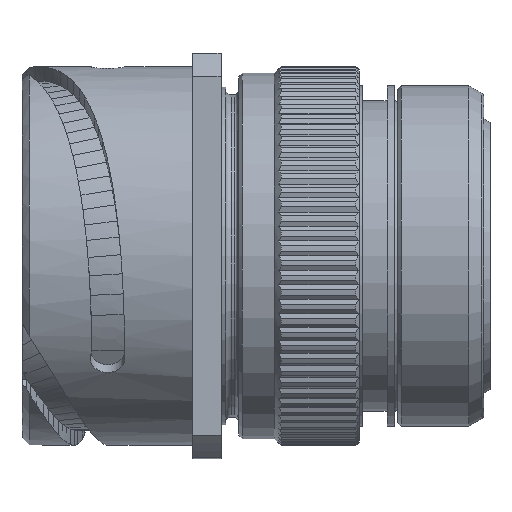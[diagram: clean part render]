
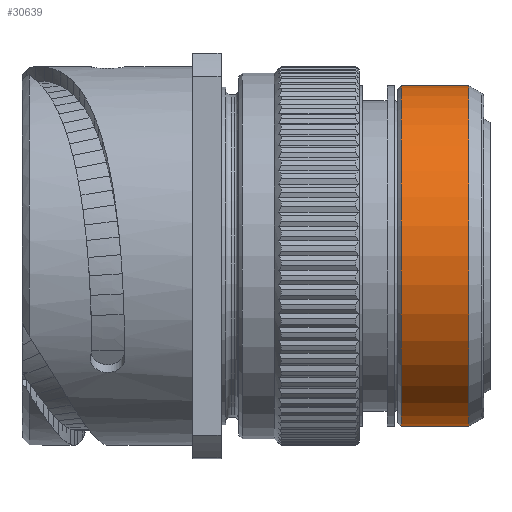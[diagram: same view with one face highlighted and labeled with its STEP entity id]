
A CAD part, top view. The second image highlights one B-rep face of the part: STEP entity #30639.
In plain terms, the highlighted cylindrical face has radius 24 mm (diameter 48 mm), a partial arc.
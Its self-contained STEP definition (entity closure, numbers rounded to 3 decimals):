
#8279=CARTESIAN_POINT('',(53.45,0.,0.));
#8280=DIRECTION('',(1.,0.,0.));
#8281=DIRECTION('',(0.,1.,0.));
#8282=AXIS2_PLACEMENT_3D('',#8279,#8280,#8281);
#8284=CARTESIAN_POINT('',(62.95,0.,0.));
#8285=DIRECTION('',(1.,0.,0.));
#8286=DIRECTION('',(0.,1.,0.));
#8287=AXIS2_PLACEMENT_3D('',#8284,#8285,#8286);
#8289=DIRECTION('',(-1.,0.,0.));
#8290=VECTOR('',#8289,9.5);
#8291=CARTESIAN_POINT('',(62.95,24.,0.));
#8292=LINE('1913',#8291,#8290);
#8293=DIRECTION('',(-1.,0.,0.));
#8294=VECTOR('',#8293,9.5);
#8295=CARTESIAN_POINT('',(62.95,-24.,0.));
#8296=LINE('1914',#8295,#8294);
#14229=CARTESIAN_POINT('',(62.95,24.,0.));
#14230=CARTESIAN_POINT('',(53.45,24.,0.));
#14231=VERTEX_POINT('',#14229);
#14232=VERTEX_POINT('',#14230);
#14233=CARTESIAN_POINT('',(62.95,-24.,0.));
#14234=CARTESIAN_POINT('',(53.45,-24.,0.));
#14235=VERTEX_POINT('',#14233);
#14236=VERTEX_POINT('',#14234);
#30625=CARTESIAN_POINT('',(52.345,0.,0.));
#30626=DIRECTION('',(1.,0.,0.));
#30627=DIRECTION('',(0.,-1.,0.));
#30628=AXIS2_PLACEMENT_3D('',#30625,#30626,#30627);
#30629=CYLINDRICAL_SURFACE('546',#30628,24.);
#30631=ORIENTED_EDGE('1913',*,*,#30630,.F.);
#30633=ORIENTED_EDGE('1916',*,*,#30632,.T.);
#30635=ORIENTED_EDGE('1914',*,*,#30634,.T.);
#30636=ORIENTED_EDGE('1928',*,*,#30611,.F.);
#30637=EDGE_LOOP('546',(#30631,#30633,#30635,#30636));
#30638=FACE_OUTER_BOUND('546',#30637,.F.);
#8283=CIRCLE('1928',#8282,24.);
#8288=CIRCLE('1916',#8287,24.);
#30611=EDGE_CURVE('1928',#14232,#14236,#8283,.T.);
#30630=EDGE_CURVE('1913',#14231,#14232,#8292,.T.);
#30632=EDGE_CURVE('1916',#14231,#14235,#8288,.T.);
#30634=EDGE_CURVE('1914',#14235,#14236,#8296,.T.);
#30639=ADVANCED_FACE('546',(#30638),#30629,.T.);
